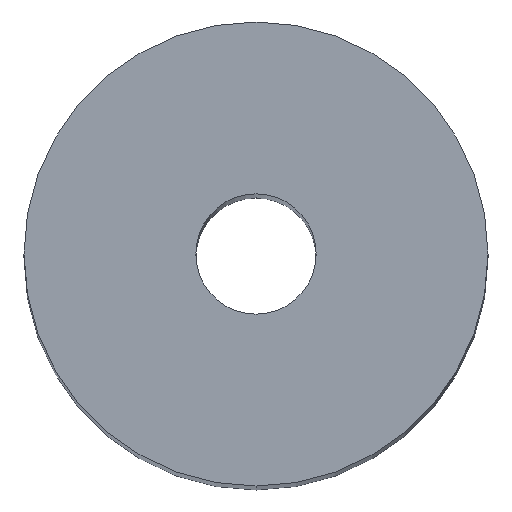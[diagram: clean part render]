
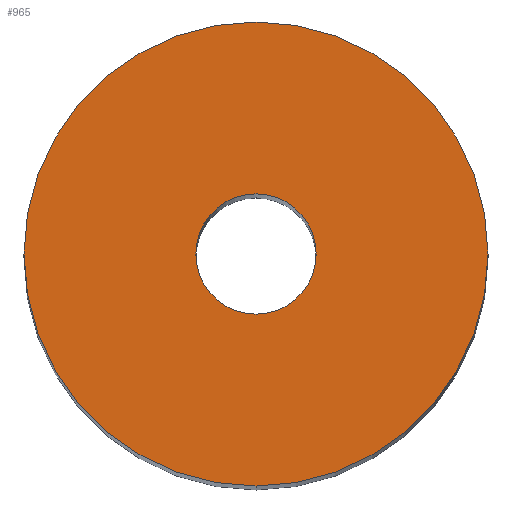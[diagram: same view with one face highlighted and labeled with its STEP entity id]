
A CAD part, top view. The second image highlights one B-rep face of the part: STEP entity #965.
In plain terms, the highlighted planar face has unit normal (0, 0, 1).
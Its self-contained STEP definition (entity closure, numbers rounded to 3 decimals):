
#417=EDGE_CURVE('NONE',#619,#757,#1174,.T.);
#523=EDGE_CURVE('NONE',#1117,#717,#1298,.T.);
#593=EDGE_CURVE('NONE',#717,#1117,#1375,.T.);
#619=VERTEX_POINT('NONE',#1405);
#717=VERTEX_POINT('NONE',#1511);
#757=VERTEX_POINT('NONE',#1556);
#811=EDGE_CURVE('NONE',#757,#619,#1619,.T.);
#965=ADVANCED_FACE('NONE',(#1786,#1787),#1788,.T.);
#1117=VERTEX_POINT('NONE',#1954);
#1174=CIRCLE('',#2013,13.5);
#1298=CIRCLE('',#2182,3.5);
#1375=CIRCLE('',#2277,3.5);
#1405=CARTESIAN_POINT('',(0.,-13.5,160.0));
#1511=CARTESIAN_POINT('',(0.,3.5,160.0));
#1556=CARTESIAN_POINT('',(0.,13.5,160.0));
#1619=CIRCLE('',#2637,13.5);
#1786=FACE_OUTER_BOUND('',#2919,.T.);
#1787=FACE_BOUND('',#2920,.T.);
#1788=PLANE('',#2921);
#1954=CARTESIAN_POINT('',(0.,-3.5,160.0));
#2013=AXIS2_PLACEMENT_3D('',#3288,#3289,#3290);
#2182=AXIS2_PLACEMENT_3D('',#3483,#3484,#3485);
#2277=AXIS2_PLACEMENT_3D('',#3581,#3582,#3583);
#2637=AXIS2_PLACEMENT_3D('',#3858,#3859,#3860);
#2919=EDGE_LOOP('',(#4037,#4038));
#2920=EDGE_LOOP('',(#4039,#4040));
#2921=AXIS2_PLACEMENT_3D('',#4041,#4042,#4043);
#3288=CARTESIAN_POINT('',(0.,0.,160.0));
#3289=DIRECTION('',(0.0,0.0,-1.0));
#3290=DIRECTION('',(0.,1.0,0.0));
#3483=CARTESIAN_POINT('',(0.,0.,160.0));
#3484=DIRECTION('',(0.0,0.0,1.0));
#3485=DIRECTION('',(0.,-1.0,-0.0));
#3581=CARTESIAN_POINT('',(0.,0.,160.0));
#3582=DIRECTION('',(0.0,0.0,1.0));
#3583=DIRECTION('',(0.,-1.0,-0.0));
#3858=CARTESIAN_POINT('',(0.,0.,160.0));
#3859=DIRECTION('',(0.0,0.0,-1.0));
#3860=DIRECTION('',(0.,1.0,0.0));
#4037=ORIENTED_EDGE('',*,*,#811,.F.);
#4038=ORIENTED_EDGE('',*,*,#417,.F.);
#4039=ORIENTED_EDGE('',*,*,#523,.F.);
#4040=ORIENTED_EDGE('',*,*,#593,.F.);
#4041=CARTESIAN_POINT('',(0.,13.5,160.0));
#4042=DIRECTION('',(0.,0.,1.0));
#4043=DIRECTION('',(0.,1.0,0.));
